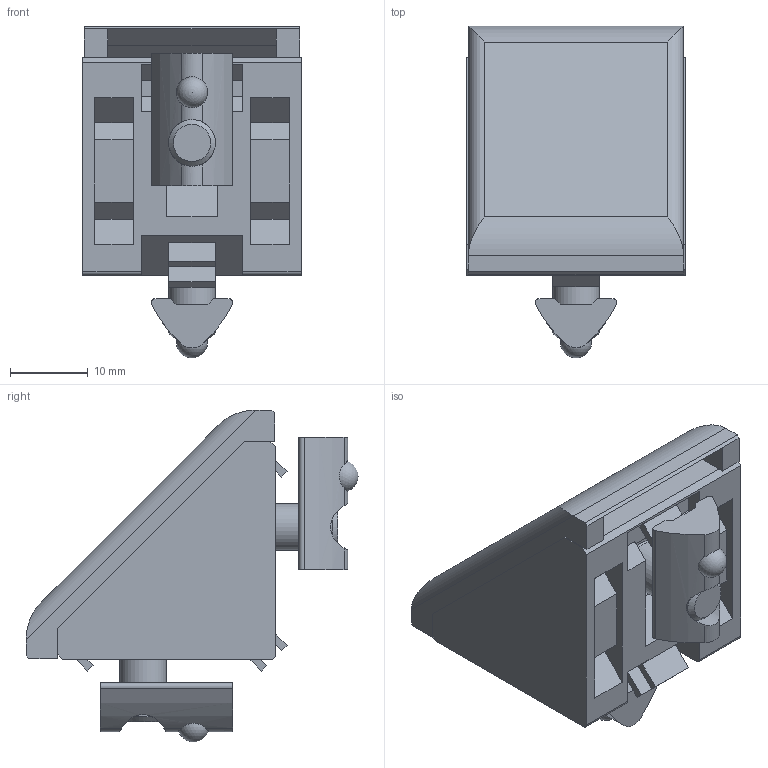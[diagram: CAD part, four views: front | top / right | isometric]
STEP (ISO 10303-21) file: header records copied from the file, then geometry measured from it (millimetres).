
FILE_DESCRIPTION(/* description */ ('STEP AP214'),/* implementation_level */ '2;1');
FILE_NAME(/* name */ '093W301N06S01(high)',/* time_stamp */ '2025-01-22T09:53:49+01:00',/* author */ ('License CC BY-ND 4.0'),/* organization */ ('CADENAS'),/* preprocessor_version */ 'ST-DEVELOPER v19.3',/* originating_system */ 'PARTsolutions',/* authorisation */ ' ');
FILE_SCHEMA (('AUTOMOTIVE_DESIGN {1 0 10303 214 3 1 1}'));
Length unit declared in the file: millimetre
Products named in the file (5): 093W301N06S01(high); 093W301N06S01-1_high; 093W301N06S01-2_high; 093W301N06S01-3_high; 093W301N06S01-4_high
Assembly tree (6 placements, depth 2):
  093W301N06S01(high)
    093W301N06S01-1_high
    093W301N06S01-2_high
    093W301N06S01-3_high  x2
    093W301N06S01-4_high  x2
Bounding box: 28 x 42.6 x 42.6 mm (x, y, z)
Volume: 12139.8 mm3; surface area: 10674.6 mm2
Topology: 6 solids, 6 shells, 225 faces, 606 edges, 400 vertices
Faces by surface type: plane 178, cylinder 37, sphere 4, cone 4, torus 2
Full cylindrical faces by diameter (mm): 6 x4, 10.5 x2
Entity records: 5937 total; most frequent: CARTESIAN_POINT 1084, ORIENTED_EDGE 992, DIRECTION 924, EDGE_CURVE 496, LINE 430, VECTOR 430, VERTEX_POINT 333, AXIS2_PLACEMENT_3D 247
